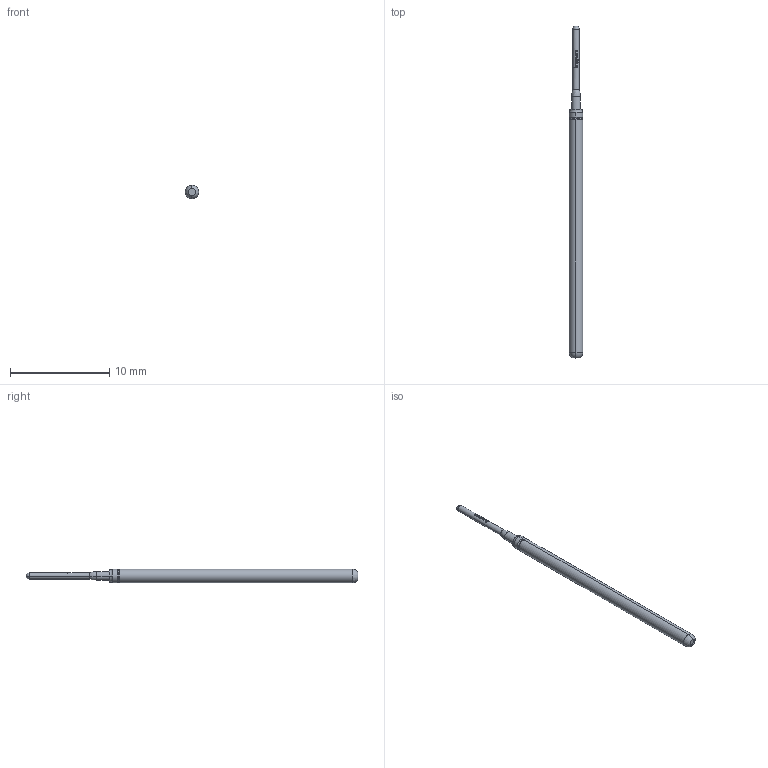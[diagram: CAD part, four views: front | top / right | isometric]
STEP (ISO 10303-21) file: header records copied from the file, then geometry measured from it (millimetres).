
FILE_DESCRIPTION (( 'STEP AP203' ), '1' );
FILE_NAME ('INGUN_GKS-100_305_064_A_xx00.STEP', '2021-10-29T08:51:26', ( 'ochi' ), ( '' ), 'SwSTEP 2.0', 'SolidWorks 2018', '' );
FILE_SCHEMA (( 'CONFIG_CONTROL_DESIGN' ));
Length unit declared in the file: millimetre
Products named in the file (1): INGUN_GKS-100_305_064_A_xx00
Bounding box: 1.37 x 33.4 x 1.37 mm (x, y, z)
Volume: 39.7 mm3; surface area: 127.4 mm2
Topology: 1 solids, 1 shells, 84 faces, 216 edges, 139 vertices
Faces by surface type: plane 31, bspline 23, cylinder 16, torus 12, sphere 2
Entity records: 3305 total; most frequent: CARTESIAN_POINT 1545, ORIENTED_EDGE 424, DIRECTION 226, EDGE_CURVE 212, B_SPLINE_CURVE_WITH_KNOTS 156, VERTEX_POINT 137, AXIS2_PLACEMENT_3D 108, EDGE_LOOP 91
